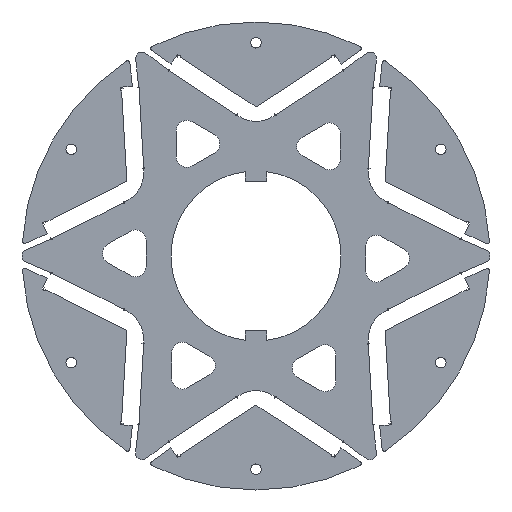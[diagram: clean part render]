
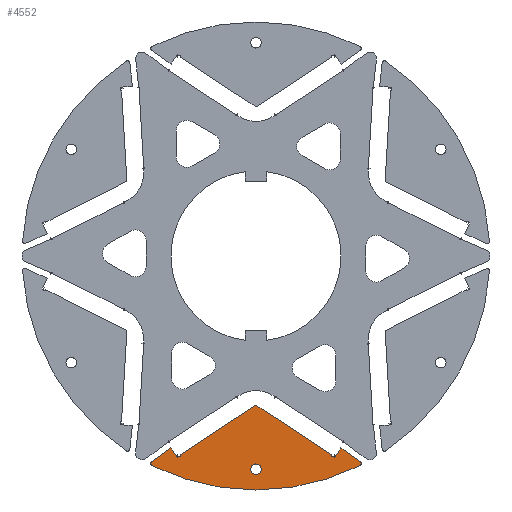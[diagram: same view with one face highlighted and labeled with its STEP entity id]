
A CAD part, front view. The second image highlights one B-rep face of the part: STEP entity #4552.
In plain terms, the highlighted planar face has unit normal (0, -1, 0).
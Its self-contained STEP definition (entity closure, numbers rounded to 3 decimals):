
#92=FACE_BOUND('',#518,.T.);
#118=PLANE('',#4814);
#282=FACE_OUTER_BOUND('',#517,.T.);
#517=EDGE_LOOP('',(#3175,#3176,#3177,#3178,#3179,#3180,#3181,#3182,#3183,
#3184,#3185,#3186,#3187,#3188,#3189));
#518=EDGE_LOOP('',(#3190));
#750=LINE('',#6370,#1288);
#754=LINE('',#6378,#1292);
#757=LINE('',#6384,#1295);
#760=LINE('',#6390,#1298);
#766=LINE('',#6414,#1304);
#769=LINE('',#6420,#1307);
#772=LINE('',#6426,#1310);
#775=LINE('',#6432,#1313);
#779=LINE('',#6444,#1317);
#782=LINE('',#6450,#1320);
#1288=VECTOR('',#5142,10.);
#1292=VECTOR('',#5148,10.);
#1295=VECTOR('',#5153,10.);
#1298=VECTOR('',#5158,10.);
#1304=VECTOR('',#5184,10.);
#1307=VECTOR('',#5189,10.);
#1310=VECTOR('',#5194,10.);
#1313=VECTOR('',#5199,10.);
#1317=VECTOR('',#5211,10.);
#1320=VECTOR('',#5216,10.);
#1826=CIRCLE('',#4787,2.5);
#1827=CIRCLE('',#4793,1.);
#1829=CIRCLE('',#4796,110.);
#1831=CIRCLE('',#4799,1.);
#1833=CIRCLE('',#4806,0.534);
#1835=CIRCLE('',#4811,0.534);
#1946=VERTEX_POINT('',#6364);
#1947=VERTEX_POINT('',#6368);
#1948=VERTEX_POINT('',#6369);
#1951=VERTEX_POINT('',#6377);
#1953=VERTEX_POINT('',#6383);
#1955=VERTEX_POINT('',#6389);
#1957=VERTEX_POINT('',#6395);
#1959=VERTEX_POINT('',#6401);
#1961=VERTEX_POINT('',#6407);
#1963=VERTEX_POINT('',#6413);
#1965=VERTEX_POINT('',#6419);
#1967=VERTEX_POINT('',#6425);
#1969=VERTEX_POINT('',#6431);
#1971=VERTEX_POINT('',#6437);
#1973=VERTEX_POINT('',#6443);
#1975=VERTEX_POINT('',#6449);
#2407=EDGE_CURVE('',#1946,#1946,#1826,.T.);
#2408=EDGE_CURVE('',#1947,#1948,#750,.T.);
#2412=EDGE_CURVE('',#1948,#1951,#754,.T.);
#2415=EDGE_CURVE('',#1951,#1953,#757,.T.);
#2418=EDGE_CURVE('',#1953,#1955,#760,.T.);
#2421=EDGE_CURVE('',#1957,#1955,#1827,.T.);
#2424=EDGE_CURVE('',#1959,#1957,#1829,.T.);
#2427=EDGE_CURVE('',#1961,#1959,#1831,.T.);
#2430=EDGE_CURVE('',#1963,#1961,#766,.T.);
#2433=EDGE_CURVE('',#1965,#1963,#769,.T.);
#2436=EDGE_CURVE('',#1967,#1965,#772,.T.);
#2439=EDGE_CURVE('',#1969,#1967,#775,.T.);
#2442=EDGE_CURVE('',#1969,#1971,#1833,.T.);
#2445=EDGE_CURVE('',#1971,#1973,#779,.T.);
#2448=EDGE_CURVE('',#1975,#1973,#782,.T.);
#2451=EDGE_CURVE('',#1975,#1947,#1835,.T.);
#3175=ORIENTED_EDGE('',*,*,#2451,.T.);
#3176=ORIENTED_EDGE('',*,*,#2408,.T.);
#3177=ORIENTED_EDGE('',*,*,#2412,.T.);
#3178=ORIENTED_EDGE('',*,*,#2415,.T.);
#3179=ORIENTED_EDGE('',*,*,#2418,.T.);
#3180=ORIENTED_EDGE('',*,*,#2421,.F.);
#3181=ORIENTED_EDGE('',*,*,#2424,.F.);
#3182=ORIENTED_EDGE('',*,*,#2427,.F.);
#3183=ORIENTED_EDGE('',*,*,#2430,.F.);
#3184=ORIENTED_EDGE('',*,*,#2433,.F.);
#3185=ORIENTED_EDGE('',*,*,#2436,.F.);
#3186=ORIENTED_EDGE('',*,*,#2439,.F.);
#3187=ORIENTED_EDGE('',*,*,#2442,.T.);
#3188=ORIENTED_EDGE('',*,*,#2445,.T.);
#3189=ORIENTED_EDGE('',*,*,#2448,.F.);
#3190=ORIENTED_EDGE('',*,*,#2407,.F.);
#4552=ADVANCED_FACE('',(#282,#92),#118,.F.);
#4787=AXIS2_PLACEMENT_3D('',#6366,#5138,#5139);
#4793=AXIS2_PLACEMENT_3D('',#6396,#5163,#5164);
#4796=AXIS2_PLACEMENT_3D('',#6402,#5170,#5171);
#4799=AXIS2_PLACEMENT_3D('',#6408,#5177,#5178);
#4806=AXIS2_PLACEMENT_3D('',#6438,#5204,#5205);
#4811=AXIS2_PLACEMENT_3D('',#6455,#5221,#5222);
#4814=AXIS2_PLACEMENT_3D('',#6458,#5227,#5228);
#5138=DIRECTION('center_axis',(0.,-1.,0.));
#5139=DIRECTION('ref_axis',(1.,0.,0.));
#5142=DIRECTION('',(-0.544,0.,0.839));
#5148=DIRECTION('',(0.016,0.,-1.));
#5153=DIRECTION('',(-0.555,0.,0.832));
#5158=DIRECTION('',(-0.809,0.,-0.588));
#5163=DIRECTION('center_axis',(0.,1.,0.));
#5164=DIRECTION('ref_axis',(-0.445,0.,-0.896));
#5170=DIRECTION('center_axis',(0.,1.,0.));
#5171=DIRECTION('ref_axis',(0.445,0.,-0.896));
#5177=DIRECTION('center_axis',(0.,1.,0.));
#5178=DIRECTION('ref_axis',(0.588,0.,0.809));
#5184=DIRECTION('',(0.809,0.,-0.588));
#5189=DIRECTION('',(0.555,0.,0.832));
#5194=DIRECTION('',(-0.016,0.,-1.));
#5199=DIRECTION('',(0.544,0.,0.839));
#5204=DIRECTION('center_axis',(0.,1.,0.));
#5205=DIRECTION('ref_axis',(0.839,0.,-0.544));
#5211=DIRECTION('',(-0.835,0.,0.55));
#5216=DIRECTION('',(0.835,0.,0.55));
#5221=DIRECTION('center_axis',(0.,1.,0.));
#5222=DIRECTION('ref_axis',(0.828,0.,0.561));
#5227=DIRECTION('center_axis',(0.,1.,0.));
#5228=DIRECTION('ref_axis',(1.,0.,0.));
#6364=CARTESIAN_POINT('',(-2.5,0.,-100.25));
#6366=CARTESIAN_POINT('Origin',(0.,0.,-100.25));
#6368=CARTESIAN_POINT('',(-36.478,0.,-94.078));
#6369=CARTESIAN_POINT('',(-36.88,0.,-93.456));
#6370=CARTESIAN_POINT('',(-36.478,0.,-94.078));
#6377=CARTESIAN_POINT('',(-36.858,0.,-94.875));
#6378=CARTESIAN_POINT('',(-36.88,0.,-93.456));
#6383=CARTESIAN_POINT('',(-39.986,0.,-90.186));
#6384=CARTESIAN_POINT('',(-36.858,0.,-94.875));
#6389=CARTESIAN_POINT('',(-49.087,0.,-96.807));
#6390=CARTESIAN_POINT('',(-39.986,0.,-90.186));
#6395=CARTESIAN_POINT('',(-48.944,0.,-98.511));
#6396=CARTESIAN_POINT('Origin',(-48.499,0.,-97.616));
#6401=CARTESIAN_POINT('',(48.921,0.,-98.523));
#6402=CARTESIAN_POINT('Origin',(0.,0.,0.));
#6407=CARTESIAN_POINT('',(49.064,0.,-96.819));
#6408=CARTESIAN_POINT('Origin',(48.476,0.,-97.627));
#6413=CARTESIAN_POINT('',(39.947,0.,-90.186));
#6414=CARTESIAN_POINT('',(39.947,0.,-90.186));
#6419=CARTESIAN_POINT('',(36.82,0.,-94.875));
#6420=CARTESIAN_POINT('',(36.82,0.,-94.875));
#6425=CARTESIAN_POINT('',(36.842,0.,-93.456));
#6426=CARTESIAN_POINT('',(36.842,0.,-93.456));
#6431=CARTESIAN_POINT('',(36.439,0.,-94.078));
#6432=CARTESIAN_POINT('',(36.439,0.,-94.078));
#6437=CARTESIAN_POINT('',(35.549,0.,-93.488));
#6438=CARTESIAN_POINT('Origin',(35.991,0.,-93.788));
#6443=CARTESIAN_POINT('',(-0.019,0.,-70.064));
#6444=CARTESIAN_POINT('',(35.549,0.,-93.488));
#6449=CARTESIAN_POINT('',(-35.588,0.,-93.488));
#6450=CARTESIAN_POINT('',(-35.588,0.,-93.488));
#6455=CARTESIAN_POINT('Origin',(-36.03,0.,-93.788));
#6458=CARTESIAN_POINT('Origin',(-0.012,0.,-90.032));
